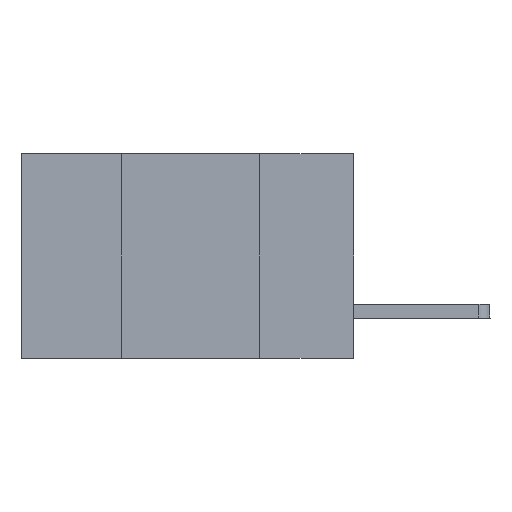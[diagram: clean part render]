
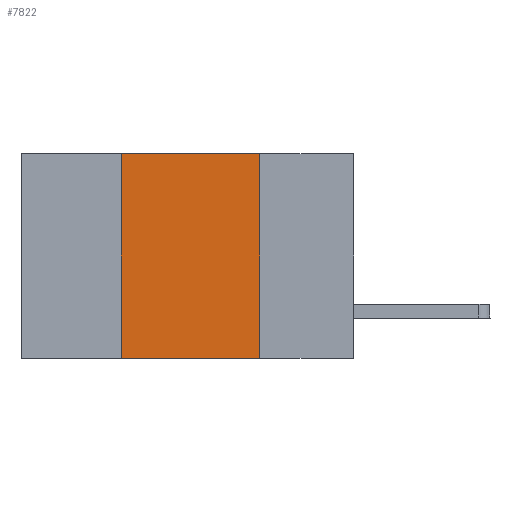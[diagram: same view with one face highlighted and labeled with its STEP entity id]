
A CAD part, left-side view. The second image highlights one B-rep face of the part: STEP entity #7822.
In plain terms, the highlighted planar face has unit normal (-1, 0, 0).
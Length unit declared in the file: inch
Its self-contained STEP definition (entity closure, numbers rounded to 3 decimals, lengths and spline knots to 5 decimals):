
#181 = EDGE_CURVE ( 'NONE', #12412, #3358, #5089, .T. ) ;
#870 = FACE_OUTER_BOUND ( 'NONE', #13013, .T. ) ;
#2229 = AXIS2_PLACEMENT_3D ( 'NONE', #3067, #9637, #5230 ) ;
#2964 = PLANE ( 'NONE',  #2229 ) ;
#3067 = CARTESIAN_POINT ( 'NONE',  ( 0., 0.6, 0. ) ) ;
#3081 = CARTESIAN_POINT ( 'NONE',  ( 0., 0.42, 0. ) ) ;
#3336 = ORIENTED_EDGE ( 'NONE', *, *, #12200, .F. ) ;
#3358 = VERTEX_POINT ( 'NONE', #3381 ) ;
#3381 = CARTESIAN_POINT ( 'NONE',  ( 0., 0.42, 0. ) ) ;
#3725 = ORIENTED_EDGE ( 'NONE', *, *, #181, .F. ) ;
#5089 = LINE ( 'NONE', #3081, #10405 ) ;
#5230 = DIRECTION ( 'NONE',  ( 0., 0., -1. ) ) ;
#5436 = CARTESIAN_POINT ( 'NONE',  ( 0., 0.17, 0. ) ) ;
#5626 = CARTESIAN_POINT ( 'NONE',  ( 0., 0.17, -0.37 ) ) ;
#6263 = VERTEX_POINT ( 'NONE', #5626 ) ;
#6495 = LINE ( 'NONE', #14101, #13945 ) ;
#6781 = VERTEX_POINT ( 'NONE', #5436 ) ;
#7138 = EDGE_CURVE ( 'NONE', #12412, #6263, #9909, .T. ) ;
#7822 = ADVANCED_FACE ( 'NONE', ( #870 ), #2964, .F. ) ;
#8386 = VECTOR ( 'NONE', #11843, 39.37008 ) ;
#9637 = DIRECTION ( 'NONE',  ( 1., 0., 0. ) ) ;
#9909 = LINE ( 'NONE', #13820, #10616 ) ;
#10405 = VECTOR ( 'NONE', #10836, 39.37008 ) ;
#10499 = DIRECTION ( 'NONE',  ( 0., -1., 0. ) ) ;
#10616 = VECTOR ( 'NONE', #10499, 39.37008 ) ;
#10836 = DIRECTION ( 'NONE',  ( 0., 0., 1. ) ) ;
#10965 = ORIENTED_EDGE ( 'NONE', *, *, #12929, .F. ) ;
#11110 = DIRECTION ( 'NONE',  ( 0., 0., -1. ) ) ;
#11843 = DIRECTION ( 'NONE',  ( 0., -1., 0. ) ) ;
#11905 = LINE ( 'NONE', #13715, #8386 ) ;
#12200 = EDGE_CURVE ( 'NONE', #3358, #6781, #11905, .T. ) ;
#12412 = VERTEX_POINT ( 'NONE', #13839 ) ;
#12929 = EDGE_CURVE ( 'NONE', #6781, #6263, #6495, .T. ) ;
#13013 = EDGE_LOOP ( 'NONE', ( #10965, #3336, #3725, #13758 ) ) ;
#13715 = CARTESIAN_POINT ( 'NONE',  ( 0., 0.6, 0. ) ) ;
#13758 = ORIENTED_EDGE ( 'NONE', *, *, #7138, .T. ) ;
#13820 = CARTESIAN_POINT ( 'NONE',  ( 0., 0.6, -0.37 ) ) ;
#13839 = CARTESIAN_POINT ( 'NONE',  ( 0., 0.42, -0.37 ) ) ;
#13945 = VECTOR ( 'NONE', #11110, 39.37008 ) ;
#14101 = CARTESIAN_POINT ( 'NONE',  ( 0., 0.17, 0. ) ) ;
